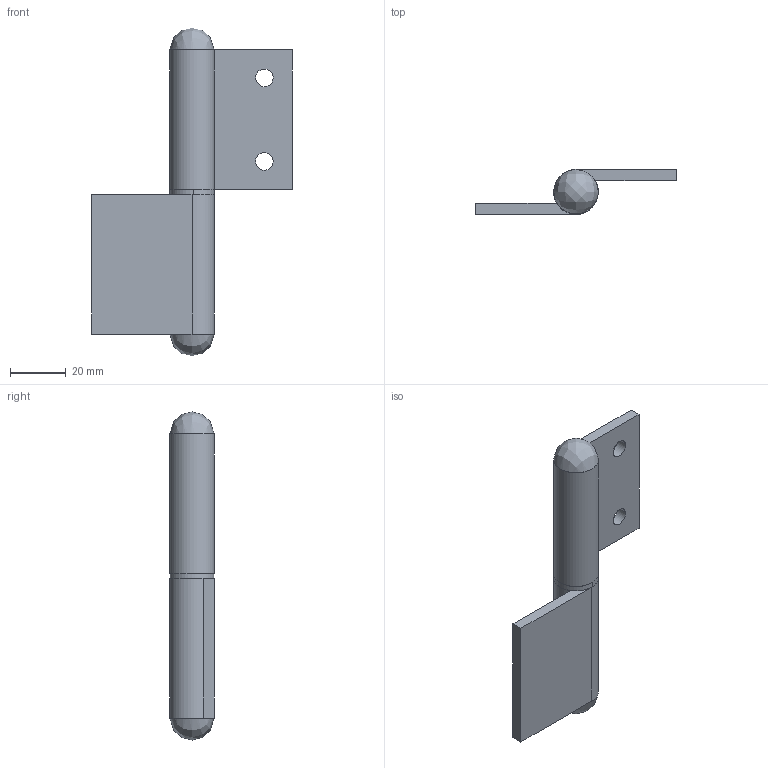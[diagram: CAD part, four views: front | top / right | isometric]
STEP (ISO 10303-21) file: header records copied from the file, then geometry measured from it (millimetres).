
FILE_DESCRIPTION((''),'2;1');
FILE_NAME('','2005-04-20T09:11:10',(''),(''),'','CADfix','');
FILE_SCHEMA(('AUTOMOTIVE_DESIGN'));
Length unit declared in the file: millimetre
Products named in the file (6): cap; washer; shaft; hinge piece_B; hinge piece_A; TH_135_2L_4392_36
Assembly tree (6 placements, depth 2):
  TH_135_2L_4392_36
    cap  x2
    washer
    shaft
    hinge piece_B
    hinge piece_A
Bounding box: 72 x 16 x 117.8 mm (x, y, z)
Volume: 33803.1 mm3; surface area: 19567.8 mm2
Topology: 6 solids, 6 shells, 40 faces, 110 edges, 84 vertices
Faces by surface type: bspline 40
Entity records: 1478 total; most frequent: CARTESIAN_POINT 758, ORIENTED_EDGE 196, EDGE_CURVE 98, VERTEX_POINT 74, EDGE_LOOP 42, QUASI_UNIFORM_CURVE 40, DIRECTION 36, FACE_OUTER_BOUND 35
